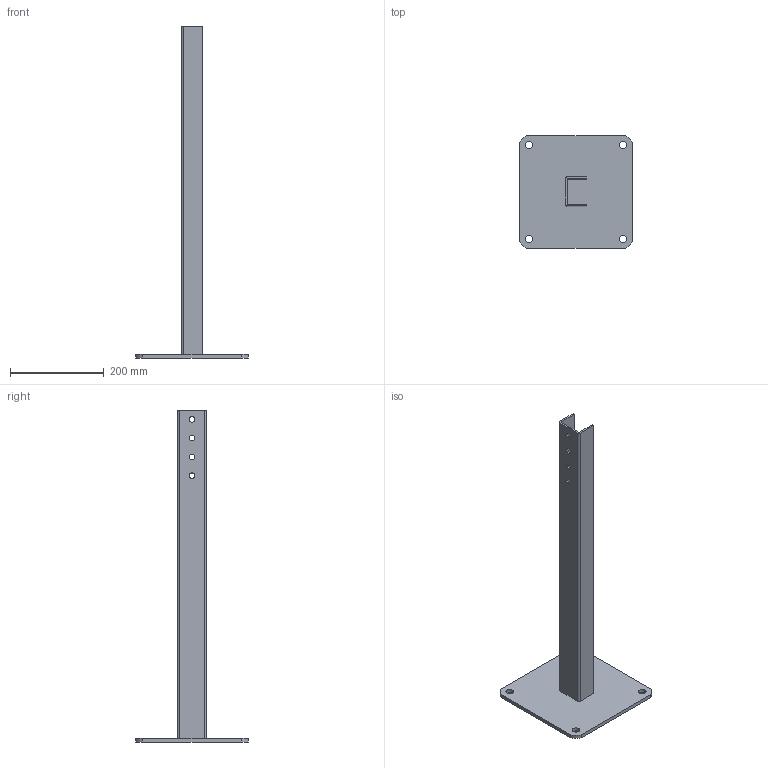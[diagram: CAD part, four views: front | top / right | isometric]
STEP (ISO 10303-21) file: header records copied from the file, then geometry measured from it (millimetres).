
FILE_DESCRIPTION (( 'STEP AP214' ), '1' );
FILE_NAME ('0529440205.STEP', '2024-04-29T08:37:26', ( '' ), ( '' ), 'SwSTEP 2.0', 'SolidWorks 2022', '' );
FILE_SCHEMA (( 'AUTOMOTIVE_DESIGN' ));
Length unit declared in the file: millimetre
Products named in the file (1): 0529440205
Bounding box: 240 x 240 x 708 mm (x, y, z)
Volume: 849603.7 mm3; surface area: 326417.5 mm2
Topology: 2 solids, 2 shells, 40 faces, 108 edges, 72 vertices
Faces by surface type: cylinder 24, plane 16
Entity records: 1795 total; most frequent: DIRECTION 238, CARTESIAN_POINT 221, ORIENTED_EDGE 216, EDGE_CURVE 108, AXIS2_PLACEMENT_3D 89, VERTEX_POINT 72, VECTOR 60, LINE 60
